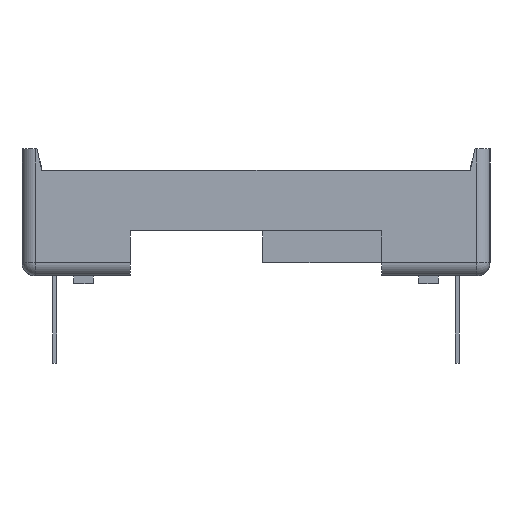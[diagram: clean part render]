
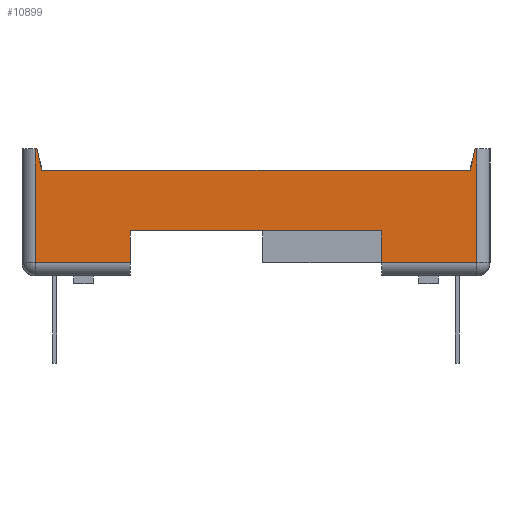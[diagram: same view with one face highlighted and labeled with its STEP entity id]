
A CAD part, left-side view. The second image highlights one B-rep face of the part: STEP entity #10899.
In plain terms, the highlighted planar face has unit normal (-1, 0, 0).
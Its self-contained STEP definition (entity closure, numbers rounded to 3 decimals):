
#24=DIRECTION('',(0.,-1.,0.));
#25=VECTOR('',#24,0.06);
#26=CARTESIAN_POINT('',(-25.4,8.35,0.));
#27=LINE('',#26,#25);
#33=DIRECTION('',(0.,-1.,0.));
#34=VECTOR('',#33,0.06);
#35=CARTESIAN_POINT('',(-25.4,-8.29,0.));
#36=LINE('',#35,#34);
#54=DIRECTION('',(0.,0.,-1.));
#55=VECTOR('',#54,4.3);
#56=CARTESIAN_POINT('',(-25.4,8.35,0.));
#57=LINE('',#56,#55);
#58=DIRECTION('',(0.,0.231,0.973));
#59=VECTOR('',#58,0.822);
#60=CARTESIAN_POINT('',(-25.4,8.1,-0.8));
#61=LINE('',#60,#59);
#62=DIRECTION('',(0.,1.,0.));
#63=VECTOR('',#62,16.2);
#64=CARTESIAN_POINT('',(-25.4,-8.1,-0.8));
#65=LINE('',#64,#63);
#66=DIRECTION('',(0.,0.231,-0.973));
#67=VECTOR('',#66,0.822);
#68=CARTESIAN_POINT('',(-25.4,-8.29,0.));
#69=LINE('',#68,#67);
#70=DIRECTION('',(0.,0.,-1.));
#71=VECTOR('',#70,4.3);
#72=CARTESIAN_POINT('',(-25.4,-8.35,0.));
#73=LINE('',#72,#71);
#74=DIRECTION('',(0.,1.,0.));
#75=VECTOR('',#74,3.6);
#76=CARTESIAN_POINT('',(-25.4,-8.35,-4.3));
#77=LINE('',#76,#75);
#78=DIRECTION('',(0.,0.,1.));
#79=VECTOR('',#78,1.2);
#80=CARTESIAN_POINT('',(-25.4,-4.75,-4.3));
#81=LINE('',#80,#79);
#82=DIRECTION('',(0.,-1.,0.));
#83=VECTOR('',#82,9.5);
#84=CARTESIAN_POINT('',(-25.4,4.75,-3.1));
#85=LINE('',#84,#83);
#86=DIRECTION('',(0.,0.,1.));
#87=VECTOR('',#86,1.2);
#88=CARTESIAN_POINT('',(-25.4,4.75,-4.3));
#89=LINE('',#88,#87);
#90=DIRECTION('',(0.,1.,0.));
#91=VECTOR('',#90,3.6);
#92=CARTESIAN_POINT('',(-25.4,4.75,-4.3));
#93=LINE('',#92,#91);
#8208=CARTESIAN_POINT('',(-25.4,8.29,0.));
#8210=VERTEX_POINT('',#8208);
#8212=CARTESIAN_POINT('',(-25.4,-8.29,0.));
#8214=VERTEX_POINT('',#8212);
#8220=CARTESIAN_POINT('',(-25.4,8.1,-0.8));
#8221=VERTEX_POINT('',#8220);
#8222=CARTESIAN_POINT('',(-25.4,-8.1,-0.8));
#8223=VERTEX_POINT('',#8222);
#8936=CARTESIAN_POINT('',(-25.4,4.75,-3.1));
#8937=CARTESIAN_POINT('',(-25.4,-4.75,-3.1));
#8938=VERTEX_POINT('',#8936);
#8939=VERTEX_POINT('',#8937);
#9025=CARTESIAN_POINT('',(-25.4,8.35,0.));
#9027=VERTEX_POINT('',#9025);
#9028=CARTESIAN_POINT('',(-25.4,8.35,-4.3));
#9029=VERTEX_POINT('',#9028);
#9032=CARTESIAN_POINT('',(-25.4,4.75,-4.3));
#9034=VERTEX_POINT('',#9032);
#9053=CARTESIAN_POINT('',(-25.4,-4.75,-4.3));
#9055=VERTEX_POINT('',#9053);
#9056=CARTESIAN_POINT('',(-25.4,-8.35,-4.3));
#9057=VERTEX_POINT('',#9056);
#9060=CARTESIAN_POINT('',(-25.4,-8.35,0.));
#9062=VERTEX_POINT('',#9060);
#10871=CARTESIAN_POINT('',(-25.4,8.85,0.));
#10872=DIRECTION('',(-1.,0.,0.));
#10873=DIRECTION('',(0.,-1.,0.));
#10874=AXIS2_PLACEMENT_3D('',#10871,#10872,#10873);
#10875=PLANE('',#10874);
#10876=ORIENTED_EDGE('',*,*,#10862,.F.);
#10877=ORIENTED_EDGE('',*,*,#10831,.T.);
#10879=ORIENTED_EDGE('',*,*,#10878,.F.);
#10881=ORIENTED_EDGE('',*,*,#10880,.F.);
#10883=ORIENTED_EDGE('',*,*,#10882,.F.);
#10884=ORIENTED_EDGE('',*,*,#10843,.T.);
#10886=ORIENTED_EDGE('',*,*,#10885,.T.);
#10888=ORIENTED_EDGE('',*,*,#10887,.T.);
#10890=ORIENTED_EDGE('',*,*,#10889,.T.);
#10892=ORIENTED_EDGE('',*,*,#10891,.F.);
#10894=ORIENTED_EDGE('',*,*,#10893,.F.);
#10896=ORIENTED_EDGE('',*,*,#10895,.T.);
#10897=EDGE_LOOP('',(#10876,#10877,#10879,#10881,#10883,#10884,#10886,#10888,
#10890,#10892,#10894,#10896));
#10898=FACE_OUTER_BOUND('',#10897,.F.);
#10831=EDGE_CURVE('',#9027,#8210,#27,.T.);
#10843=EDGE_CURVE('',#8214,#9062,#36,.T.);
#10862=EDGE_CURVE('',#9027,#9029,#57,.T.);
#10878=EDGE_CURVE('',#8221,#8210,#61,.T.);
#10880=EDGE_CURVE('',#8223,#8221,#65,.T.);
#10882=EDGE_CURVE('',#8214,#8223,#69,.T.);
#10885=EDGE_CURVE('',#9062,#9057,#73,.T.);
#10887=EDGE_CURVE('',#9057,#9055,#77,.T.);
#10889=EDGE_CURVE('',#9055,#8939,#81,.T.);
#10891=EDGE_CURVE('',#8938,#8939,#85,.T.);
#10893=EDGE_CURVE('',#9034,#8938,#89,.T.);
#10895=EDGE_CURVE('',#9034,#9029,#93,.T.);
#10899=ADVANCED_FACE('',(#10898),#10875,.T.);
